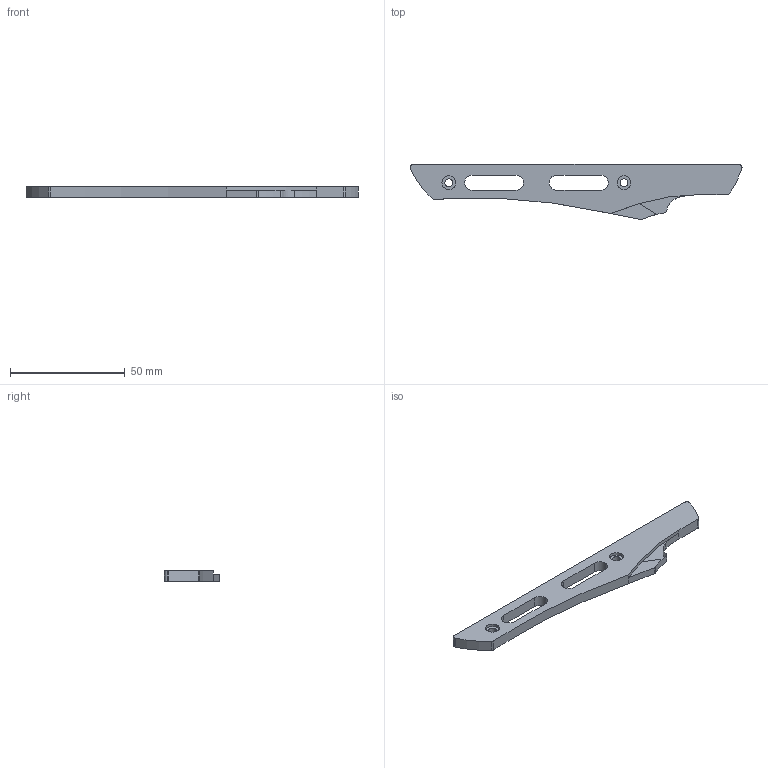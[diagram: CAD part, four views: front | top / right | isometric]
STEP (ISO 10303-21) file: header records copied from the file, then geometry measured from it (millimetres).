
FILE_DESCRIPTION (( 'STEP AP214' ), '1' );
FILE_NAME ('Left Barrel Trim.STEP', '2020-05-22T15:19:05', ( 'John' ), ( 'Not Good' ), 'SwSTEP 2.0', 'SolidWorks 2008', '' );
FILE_SCHEMA (( 'AUTOMOTIVE_DESIGN' ));
Length unit declared in the file: inch
Products named in the file (1): Left Barrel Trim
Bounding box: 144.39 x 23.93 x 4.76 mm (x, y, z)
Volume: 9187.5 mm3; surface area: 6122.6 mm2
Topology: 1 solids, 1 shells, 40 faces, 106 edges, 70 vertices
Faces by surface type: cylinder 26, plane 11, bspline 3
Entity records: 1343 total; most frequent: CARTESIAN_POINT 272, DIRECTION 228, ORIENTED_EDGE 212, EDGE_CURVE 106, AXIS2_PLACEMENT_3D 90, VERTEX_POINT 70, CIRCLE 52, EDGE_LOOP 50
